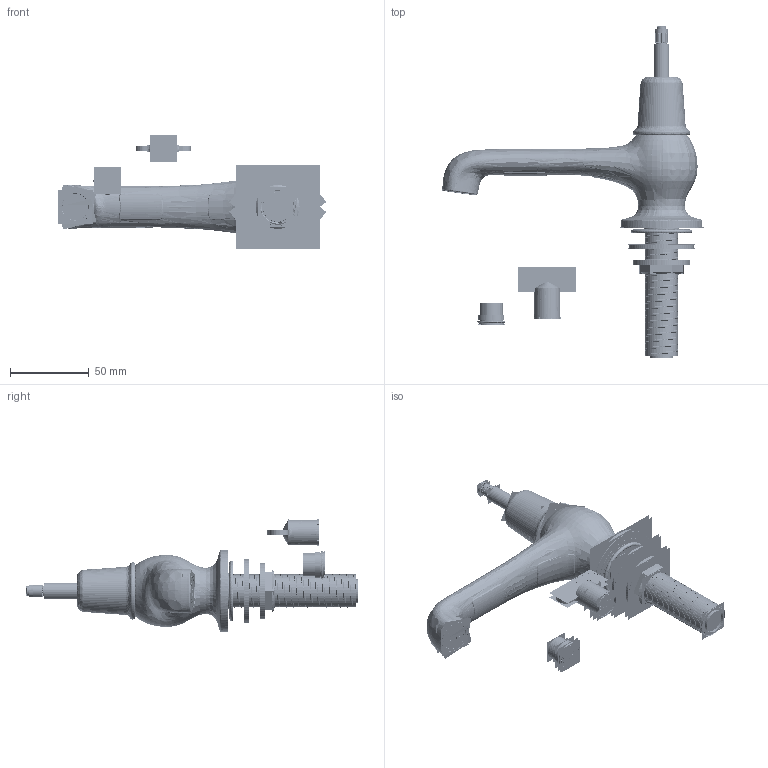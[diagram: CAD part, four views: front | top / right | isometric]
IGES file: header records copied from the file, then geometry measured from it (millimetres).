
Start section:  PTC IGES file: T6.igs
Global section: file name: T6.igs; native system: Pro/ENGINEER by Parametric Technology Corporation; preprocessor: 2010280; author: Administrator; organization: Unknown; date: 20140812.100825; units: millimetre
Bounding box: 170.02 x 210.17 x 72.22 mm (x, y, z)
Volume: 53040 mm3; surface area: 817525.2 mm2
Topology: 18 solids, 23 shells, 4028 faces, 21161 edges, 26841 vertices
Faces by surface type: bspline 2588, revolution 1420, extrusion 20
